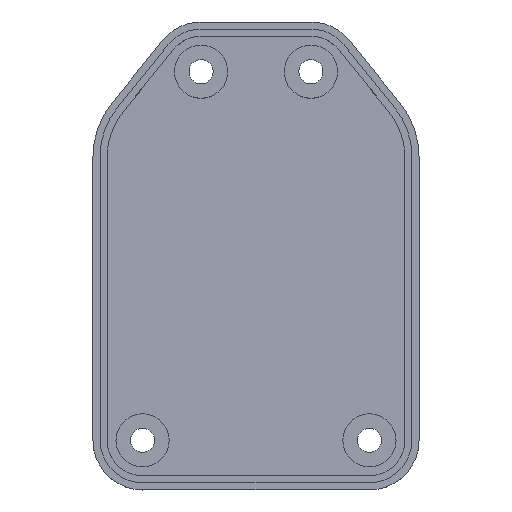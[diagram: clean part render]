
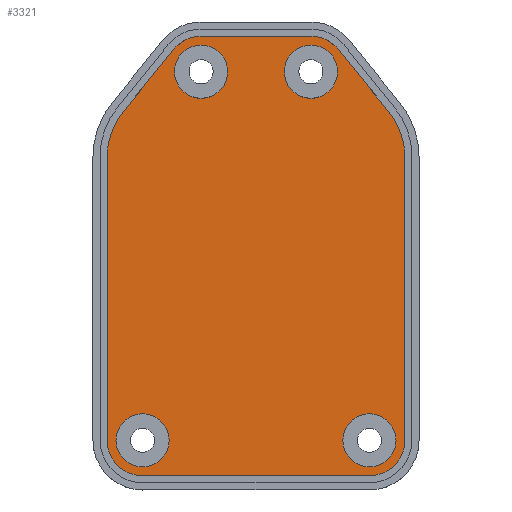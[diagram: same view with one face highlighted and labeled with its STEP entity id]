
A CAD part, top view. The second image highlights one B-rep face of the part: STEP entity #3321.
In plain terms, the highlighted planar face has unit normal (0, 0, 1).
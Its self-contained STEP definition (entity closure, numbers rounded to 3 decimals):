
#1901 = VERTEX_POINT('',#1902);
#1902 = CARTESIAN_POINT('',(-16.,-25.,-2.));
#1917 = VERTEX_POINT('',#1918);
#1918 = CARTESIAN_POINT('',(16.,-25.,-2.));
#1924 = EDGE_CURVE('',#1917,#1901,#1925,.T.);
#1925 = LINE('',#1926,#1927);
#1926 = CARTESIAN_POINT('',(16.,-25.,-2.));
#1927 = VECTOR('',#1928,1.);
#1928 = DIRECTION('',(-1.,0.,0.));
#3300 = EDGE_CURVE('',#3301,#1901,#3303,.T.);
#3301 = VERTEX_POINT('',#3302);
#3302 = CARTESIAN_POINT('',(-21.,-20.,-2.));
#3303 = CIRCLE('',#3304,5.);
#3304 = AXIS2_PLACEMENT_3D('',#3305,#3306,#3307);
#3305 = CARTESIAN_POINT('',(-16.,-20.,-2.));
#3306 = DIRECTION('',(0.,0.,1.));
#3307 = DIRECTION('',(1.,0.,0.));
#3321 = ADVANCED_FACE('',(#3322,#3409,#3420,#3431,#3442),#3453,.T.);
#3322 = FACE_BOUND('',#3323,.T.);
#3323 = EDGE_LOOP('',(#3324,#3334,#3343,#3351,#3360,#3366,#3367,#3368,
    #3377,#3385,#3394,#3402));
#3324 = ORIENTED_EDGE('',*,*,#3325,.F.);
#3325 = EDGE_CURVE('',#3326,#3328,#3330,.T.);
#3326 = VERTEX_POINT('',#3327);
#3327 = CARTESIAN_POINT('',(-7.75,37.,-2.));
#3328 = VERTEX_POINT('',#3329);
#3329 = CARTESIAN_POINT('',(7.75,37.,-2.));
#3330 = LINE('',#3331,#3332);
#3331 = CARTESIAN_POINT('',(-7.75,37.,-2.));
#3332 = VECTOR('',#3333,1.);
#3333 = DIRECTION('',(1.,0.,0.));
#3334 = ORIENTED_EDGE('',*,*,#3335,.T.);
#3335 = EDGE_CURVE('',#3326,#3336,#3338,.T.);
#3336 = VERTEX_POINT('',#3337);
#3337 = CARTESIAN_POINT('',(-11.643,35.138,-2.));
#3338 = CIRCLE('',#3339,5.);
#3339 = AXIS2_PLACEMENT_3D('',#3340,#3341,#3342);
#3340 = CARTESIAN_POINT('',(-7.75,32.,-2.));
#3341 = DIRECTION('',(0.,0.,1.));
#3342 = DIRECTION('',(1.,0.,0.));
#3343 = ORIENTED_EDGE('',*,*,#3344,.F.);
#3344 = EDGE_CURVE('',#3345,#3336,#3347,.T.);
#3345 = VERTEX_POINT('',#3346);
#3346 = CARTESIAN_POINT('',(-18.786,26.275,-2.));
#3347 = LINE('',#3348,#3349);
#3348 = CARTESIAN_POINT('',(-18.786,26.275,-2.));
#3349 = VECTOR('',#3350,1.);
#3350 = DIRECTION('',(0.628,0.779,0.));
#3351 = ORIENTED_EDGE('',*,*,#3352,.T.);
#3352 = EDGE_CURVE('',#3345,#3353,#3355,.T.);
#3353 = VERTEX_POINT('',#3354);
#3354 = CARTESIAN_POINT('',(-21.,20.,-2.));
#3355 = CIRCLE('',#3356,10.);
#3356 = AXIS2_PLACEMENT_3D('',#3357,#3358,#3359);
#3357 = CARTESIAN_POINT('',(-11.,20.,-2.));
#3358 = DIRECTION('',(0.,0.,1.));
#3359 = DIRECTION('',(1.,0.,0.));
#3360 = ORIENTED_EDGE('',*,*,#3361,.F.);
#3361 = EDGE_CURVE('',#3301,#3353,#3362,.T.);
#3362 = LINE('',#3363,#3364);
#3363 = CARTESIAN_POINT('',(-21.,-20.,-2.));
#3364 = VECTOR('',#3365,1.);
#3365 = DIRECTION('',(0.,1.,0.));
#3366 = ORIENTED_EDGE('',*,*,#3300,.T.);
#3367 = ORIENTED_EDGE('',*,*,#1924,.F.);
#3368 = ORIENTED_EDGE('',*,*,#3369,.T.);
#3369 = EDGE_CURVE('',#1917,#3370,#3372,.T.);
#3370 = VERTEX_POINT('',#3371);
#3371 = CARTESIAN_POINT('',(21.,-20.,-2.));
#3372 = CIRCLE('',#3373,5.);
#3373 = AXIS2_PLACEMENT_3D('',#3374,#3375,#3376);
#3374 = CARTESIAN_POINT('',(16.,-20.,-2.));
#3375 = DIRECTION('',(0.,0.,1.));
#3376 = DIRECTION('',(1.,0.,0.));
#3377 = ORIENTED_EDGE('',*,*,#3378,.F.);
#3378 = EDGE_CURVE('',#3379,#3370,#3381,.T.);
#3379 = VERTEX_POINT('',#3380);
#3380 = CARTESIAN_POINT('',(21.,20.,-2.));
#3381 = LINE('',#3382,#3383);
#3382 = CARTESIAN_POINT('',(21.,20.,-2.));
#3383 = VECTOR('',#3384,1.);
#3384 = DIRECTION('',(0.,-1.,0.));
#3385 = ORIENTED_EDGE('',*,*,#3386,.T.);
#3386 = EDGE_CURVE('',#3379,#3387,#3389,.T.);
#3387 = VERTEX_POINT('',#3388);
#3388 = CARTESIAN_POINT('',(18.786,26.275,-2.));
#3389 = CIRCLE('',#3390,10.);
#3390 = AXIS2_PLACEMENT_3D('',#3391,#3392,#3393);
#3391 = CARTESIAN_POINT('',(11.,20.,-2.));
#3392 = DIRECTION('',(0.,0.,1.));
#3393 = DIRECTION('',(1.,0.,0.));
#3394 = ORIENTED_EDGE('',*,*,#3395,.F.);
#3395 = EDGE_CURVE('',#3396,#3387,#3398,.T.);
#3396 = VERTEX_POINT('',#3397);
#3397 = CARTESIAN_POINT('',(11.643,35.138,-2.));
#3398 = LINE('',#3399,#3400);
#3399 = CARTESIAN_POINT('',(11.643,35.138,-2.));
#3400 = VECTOR('',#3401,1.);
#3401 = DIRECTION('',(0.628,-0.779,0.));
#3402 = ORIENTED_EDGE('',*,*,#3403,.T.);
#3403 = EDGE_CURVE('',#3396,#3328,#3404,.T.);
#3404 = CIRCLE('',#3405,5.);
#3405 = AXIS2_PLACEMENT_3D('',#3406,#3407,#3408);
#3406 = CARTESIAN_POINT('',(7.75,32.,-2.));
#3407 = DIRECTION('',(0.,0.,1.));
#3408 = DIRECTION('',(1.,0.,0.));
#3409 = FACE_BOUND('',#3410,.T.);
#3410 = EDGE_LOOP('',(#3411));
#3411 = ORIENTED_EDGE('',*,*,#3412,.F.);
#3412 = EDGE_CURVE('',#3413,#3413,#3415,.T.);
#3413 = VERTEX_POINT('',#3414);
#3414 = CARTESIAN_POINT('',(-12.25,-20.,-2.));
#3415 = CIRCLE('',#3416,3.75);
#3416 = AXIS2_PLACEMENT_3D('',#3417,#3418,#3419);
#3417 = CARTESIAN_POINT('',(-16.,-20.,-2.));
#3418 = DIRECTION('',(0.,0.,1.));
#3419 = DIRECTION('',(1.,0.,0.));
#3420 = FACE_BOUND('',#3421,.T.);
#3421 = EDGE_LOOP('',(#3422));
#3422 = ORIENTED_EDGE('',*,*,#3423,.F.);
#3423 = EDGE_CURVE('',#3424,#3424,#3426,.T.);
#3424 = VERTEX_POINT('',#3425);
#3425 = CARTESIAN_POINT('',(19.75,-20.,-2.));
#3426 = CIRCLE('',#3427,3.75);
#3427 = AXIS2_PLACEMENT_3D('',#3428,#3429,#3430);
#3428 = CARTESIAN_POINT('',(16.,-20.,-2.));
#3429 = DIRECTION('',(0.,0.,1.));
#3430 = DIRECTION('',(1.,0.,0.));
#3431 = FACE_BOUND('',#3432,.T.);
#3432 = EDGE_LOOP('',(#3433));
#3433 = ORIENTED_EDGE('',*,*,#3434,.F.);
#3434 = EDGE_CURVE('',#3435,#3435,#3437,.T.);
#3435 = VERTEX_POINT('',#3436);
#3436 = CARTESIAN_POINT('',(-4.,32.,-2.));
#3437 = CIRCLE('',#3438,3.75);
#3438 = AXIS2_PLACEMENT_3D('',#3439,#3440,#3441);
#3439 = CARTESIAN_POINT('',(-7.75,32.,-2.));
#3440 = DIRECTION('',(0.,0.,1.));
#3441 = DIRECTION('',(1.,0.,0.));
#3442 = FACE_BOUND('',#3443,.T.);
#3443 = EDGE_LOOP('',(#3444));
#3444 = ORIENTED_EDGE('',*,*,#3445,.F.);
#3445 = EDGE_CURVE('',#3446,#3446,#3448,.T.);
#3446 = VERTEX_POINT('',#3447);
#3447 = CARTESIAN_POINT('',(11.5,32.,-2.));
#3448 = CIRCLE('',#3449,3.75);
#3449 = AXIS2_PLACEMENT_3D('',#3450,#3451,#3452);
#3450 = CARTESIAN_POINT('',(7.75,32.,-2.));
#3451 = DIRECTION('',(0.,0.,1.));
#3452 = DIRECTION('',(1.,0.,0.));
#3453 = PLANE('',#3454);
#3454 = AXIS2_PLACEMENT_3D('',#3455,#3456,#3457);
#3455 = CARTESIAN_POINT('',(0.,3.992,-2.));
#3456 = DIRECTION('',(0.,0.,1.));
#3457 = DIRECTION('',(1.,0.,0.));
